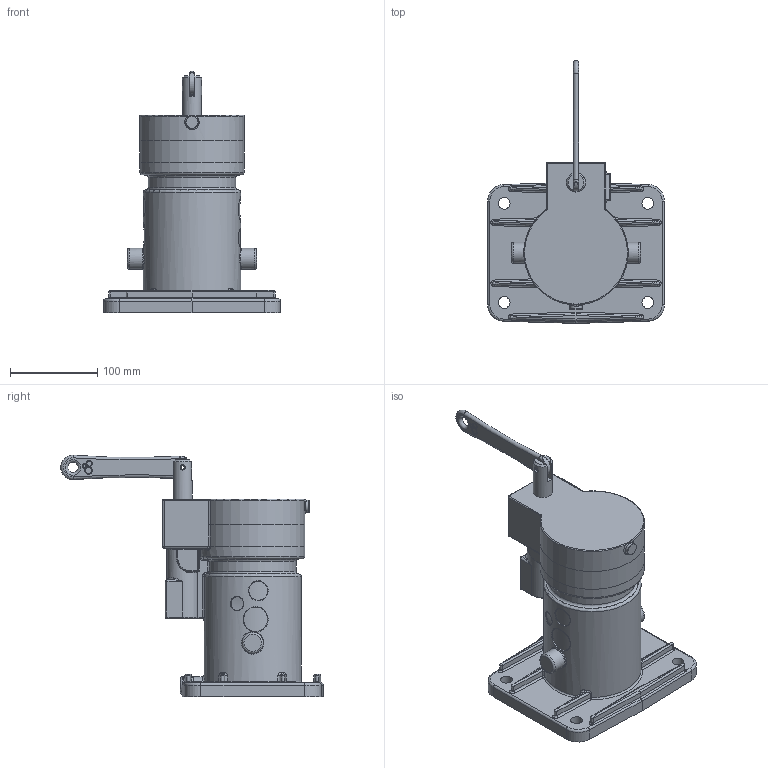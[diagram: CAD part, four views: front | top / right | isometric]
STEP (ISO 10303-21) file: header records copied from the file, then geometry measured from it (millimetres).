
FILE_DESCRIPTION(/* description */ (''),/* implementation_level */ '2;1');
FILE_NAME(/* name */ 'PL REC Jack In [Solid].stp',/* time_stamp */ '2022-10-05T13:34:40+10:00',/* author */ ('a.tao491'),/* organization */ (''),/* preprocessor_version */ 'ST-DEVELOPER v16.5',/* originating_system */ 'Autodesk Inventor 2017',/* authorisation */ '');
FILE_SCHEMA (('AUTOMOTIVE_DESIGN { 1 0 10303 214 3 1 1 }'));
Products named in the file (6): 2469_SLD with handle RS2406_SLD; 2469_SLD; RS2406_SLD; 1587; 2746; 1581
Assembly tree (5 placements, depth 3):
  2469_SLD with handle RS2406_SLD
    2469_SLD
    RS2406_SLD
      1587
      2746
      1581
Bounding box: 203 x 301.45 x 277.46 mm (x, y, z)
Volume: 3018366 mm3; surface area: 203007.3 mm2
Topology: 4 solids, 4 shells, 463 faces, 1053 edges, 601 vertices
Faces by surface type: cylinder 170, plane 91, bspline 81, torus 80, sphere 30, cone 11
Full cylindrical faces by diameter (mm): 2.7 x2, 6 x2, 7 x1, 13.5 x4, 14 x1, 20 x1, 22 x1, 24 x2, 112 x1
Entity records: 45534 total; most frequent: CARTESIAN_POINT 35482, DIRECTION 2124, ORIENTED_EDGE 1988, EDGE_CURVE 994, AXIS2_PLACEMENT_3D 895, VERTEX_POINT 589, EDGE_LOOP 529, FACE_OUTER_BOUND 463
